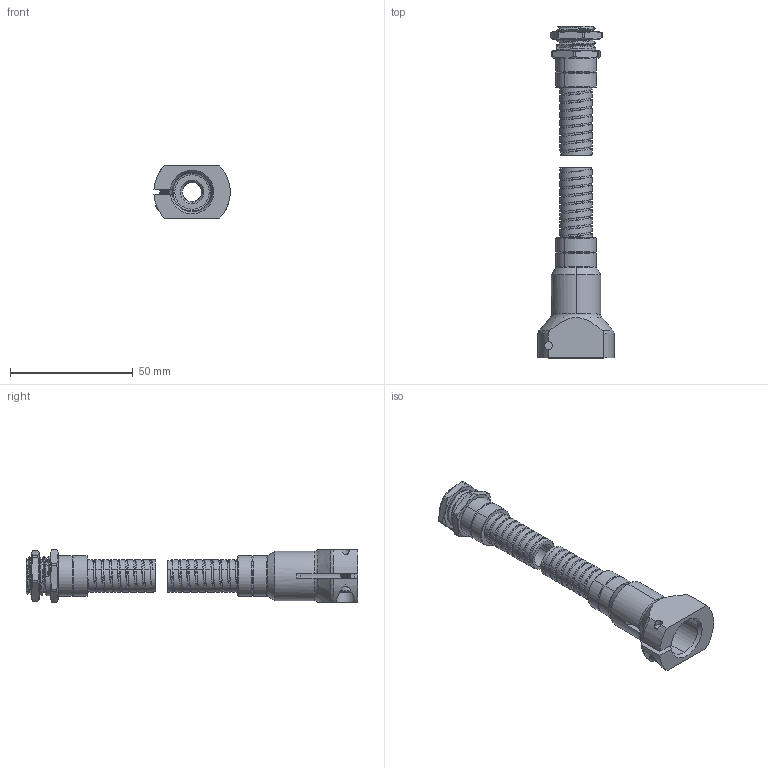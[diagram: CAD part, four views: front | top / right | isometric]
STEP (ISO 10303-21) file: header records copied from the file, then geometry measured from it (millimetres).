
FILE_DESCRIPTION((''),'2;1');
FILE_NAME('CAD-8528','2022-09-27T08:53:45',('creinig-se'),(''),'CREO PARAMETRIC BY PTC INC, 2019292','CREO PARAMETRIC BY PTC INC, 2019292','');
FILE_SCHEMA(('CONFIG_CONTROL_DESIGN','SHAPE_APPEARANCE_LAYERS_GROUPS'));
Length unit declared in the file: millimetre
Products named in the file (1): CAD-8528
Bounding box: 30.91 x 135 x 21.49 mm (x, y, z)
Volume: 16858 mm3; surface area: 17171.2 mm2
Topology: 2 solids, 3 shells, 417 faces, 1401 edges, 1001 vertices
Faces by surface type: cylinder 200, torus 110, plane 50, cone 39, bspline 18
Entity records: 28652 total; most frequent: CARTESIAN_POINT 13121, ORIENTED_EDGE 2802, DIRECTION 1842, PRESENTATION_STYLE_ASSIGNMENT 1403, STYLED_ITEM 1403, CURVE_STYLE 1401, EDGE_CURVE 1401, VERTEX_POINT 1001
